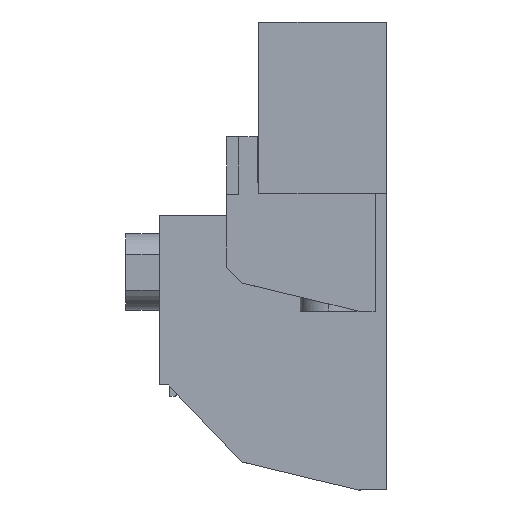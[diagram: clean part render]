
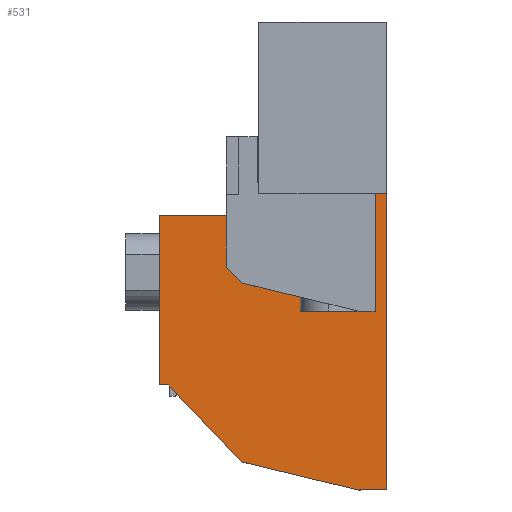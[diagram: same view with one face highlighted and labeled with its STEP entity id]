
A CAD part, left-side view. The second image highlights one B-rep face of the part: STEP entity #531.
In plain terms, the highlighted planar face has unit normal (-1, 0, 0).
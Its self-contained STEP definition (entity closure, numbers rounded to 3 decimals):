
#478=AXIS2_PLACEMENT_3D('Plane Axis2P3D',#475,#476,#477) ;
#180=CARTESIAN_POINT('Vertex',(7.62,0.,0.)) ;
#183=CARTESIAN_POINT('Line Origine',(7.62,1.25,0.)) ;
#187=CARTESIAN_POINT('Vertex',(7.62,2.5,0.)) ;
#284=CARTESIAN_POINT('Line Origine',(7.62,7.675,1.25)) ;
#288=CARTESIAN_POINT('Vertex',(7.62,12.85,2.5)) ;
#415=CARTESIAN_POINT('Vertex',(7.62,0.,27.93)) ;
#418=CARTESIAN_POINT('Line Origine',(7.62,0.,13.965)) ;
#475=CARTESIAN_POINT('Axis2P3D Location',(7.62,0.,41.45)) ;
#480=CARTESIAN_POINT('Line Origine',(7.62,5.65,27.93)) ;
#484=CARTESIAN_POINT('Vertex',(7.62,11.3,27.93)) ;
#487=CARTESIAN_POINT('Line Origine',(7.62,11.3,26.115)) ;
#491=CARTESIAN_POINT('Vertex',(7.62,11.3,24.3)) ;
#494=CARTESIAN_POINT('Line Origine',(7.62,15.7,24.3)) ;
#498=CARTESIAN_POINT('Vertex',(7.62,20.1,24.3)) ;
#501=CARTESIAN_POINT('Line Origine',(7.62,20.1,16.8)) ;
#505=CARTESIAN_POINT('Vertex',(7.62,20.1,9.3)) ;
#508=CARTESIAN_POINT('Line Origine',(7.62,19.7,9.3)) ;
#512=CARTESIAN_POINT('Vertex',(7.62,19.3,9.3)) ;
#515=CARTESIAN_POINT('Line Origine',(7.62,16.075,5.9)) ;
#184=DIRECTION('Vector Direction',(0.,-1.,0.)) ;
#285=DIRECTION('Vector Direction',(0.,-0.972,-0.235)) ;
#419=DIRECTION('Vector Direction',(0.,0.,-1.)) ;
#476=DIRECTION('Axis2P3D Direction',(1.,0.,0.)) ;
#477=DIRECTION('Axis2P3D XDirection',(0.,0.,-1.)) ;
#481=DIRECTION('Vector Direction',(0.,-1.,0.)) ;
#488=DIRECTION('Vector Direction',(0.,0.,-1.)) ;
#495=DIRECTION('Vector Direction',(0.,-1.,0.)) ;
#502=DIRECTION('Vector Direction',(0.,0.,-1.)) ;
#509=DIRECTION('Vector Direction',(0.,-1.,0.)) ;
#516=DIRECTION('Vector Direction',(0.,-0.688,-0.726)) ;
#185=VECTOR('Line Direction',#184,1.) ;
#286=VECTOR('Line Direction',#285,1.) ;
#420=VECTOR('Line Direction',#419,1.) ;
#482=VECTOR('Line Direction',#481,1.) ;
#489=VECTOR('Line Direction',#488,1.) ;
#496=VECTOR('Line Direction',#495,1.) ;
#503=VECTOR('Line Direction',#502,1.) ;
#510=VECTOR('Line Direction',#509,1.) ;
#517=VECTOR('Line Direction',#516,1.) ;
#521=ORIENTED_EDGE('',*,*,#486,.F.) ;
#522=ORIENTED_EDGE('',*,*,#493,.T.) ;
#523=ORIENTED_EDGE('',*,*,#500,.F.) ;
#524=ORIENTED_EDGE('',*,*,#507,.F.) ;
#525=ORIENTED_EDGE('',*,*,#514,.F.) ;
#526=ORIENTED_EDGE('',*,*,#519,.F.) ;
#527=ORIENTED_EDGE('',*,*,#290,.F.) ;
#528=ORIENTED_EDGE('',*,*,#189,.F.) ;
#529=ORIENTED_EDGE('',*,*,#422,.F.) ;
#531=ADVANCED_FACE('HOUSING',(#530),#479,.F.) ;
#189=EDGE_CURVE('',#181,#188,#186,.F.) ;
#290=EDGE_CURVE('',#188,#289,#287,.F.) ;
#422=EDGE_CURVE('',#416,#181,#421,.T.) ;
#486=EDGE_CURVE('',#485,#416,#483,.T.) ;
#493=EDGE_CURVE('',#485,#492,#490,.T.) ;
#500=EDGE_CURVE('',#499,#492,#497,.T.) ;
#507=EDGE_CURVE('',#506,#499,#504,.F.) ;
#514=EDGE_CURVE('',#513,#506,#511,.F.) ;
#519=EDGE_CURVE('',#289,#513,#518,.F.) ;
#520=EDGE_LOOP('',(#521,#522,#523,#524,#525,#526,#527,#528,#529)) ;
#530=FACE_OUTER_BOUND('',#520,.T.) ;
#186=LINE('Line',#183,#185) ;
#287=LINE('Line',#284,#286) ;
#421=LINE('Line',#418,#420) ;
#483=LINE('Line',#480,#482) ;
#490=LINE('Line',#487,#489) ;
#497=LINE('Line',#494,#496) ;
#504=LINE('Line',#501,#503) ;
#511=LINE('Line',#508,#510) ;
#518=LINE('Line',#515,#517) ;
#479=PLANE('',#478) ;
#181=VERTEX_POINT('',#180) ;
#188=VERTEX_POINT('',#187) ;
#289=VERTEX_POINT('',#288) ;
#416=VERTEX_POINT('',#415) ;
#485=VERTEX_POINT('',#484) ;
#492=VERTEX_POINT('',#491) ;
#499=VERTEX_POINT('',#498) ;
#506=VERTEX_POINT('',#505) ;
#513=VERTEX_POINT('',#512) ;
